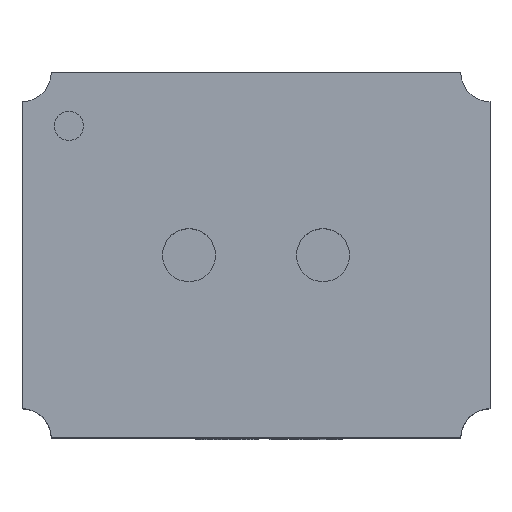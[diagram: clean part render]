
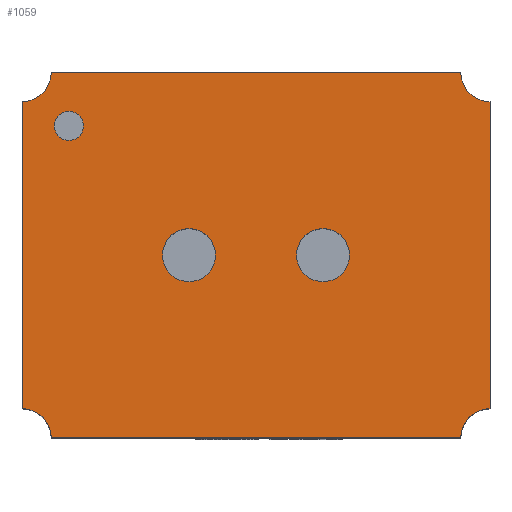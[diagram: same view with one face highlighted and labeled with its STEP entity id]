
A CAD part, top view. The second image highlights one B-rep face of the part: STEP entity #1059.
In plain terms, the highlighted planar face has unit normal (0, 0, 1).
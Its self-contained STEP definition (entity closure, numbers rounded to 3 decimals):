
#102 = EDGE_CURVE ( 'NONE', #8049, #11066, #1580, .T. ) ;
#363 = CARTESIAN_POINT ( 'NONE',  ( -1.6, 1.05, 1.1 ) ) ;
#444 = VECTOR ( 'NONE', #10922, 1000. ) ;
#509 = ORIENTED_EDGE ( 'NONE', *, *, #7119, .F. ) ;
#592 = VERTEX_POINT ( 'NONE', #6601 ) ;
#702 = FACE_OUTER_BOUND ( 'NONE', #10082, .T. ) ;
#719 = EDGE_CURVE ( 'NONE', #4002, #6283, #11998, .T. ) ;
#913 = VERTEX_POINT ( 'NONE', #12979 ) ;
#930 = ORIENTED_EDGE ( 'NONE', *, *, #9311, .F. ) ;
#948 = VECTOR ( 'NONE', #5559, 1000. ) ;
#1059 = ADVANCED_FACE ( 'NONE', ( #2929, #10273, #6130, #702 ), #13636, .T. ) ;
#1064 = VERTEX_POINT ( 'NONE', #13700 ) ;
#1145 = EDGE_LOOP ( 'NONE', ( #930, #509 ) ) ;
#1380 = CARTESIAN_POINT ( 'NONE',  ( -1.4, -1.25, 1.1 ) ) ;
#1413 = CARTESIAN_POINT ( 'NONE',  ( -1.4, -1.25, 1.1 ) ) ;
#1448 = LINE ( 'NONE', #7821, #948 ) ;
#1580 = CIRCLE ( 'NONE', #6020, 0.099 ) ;
#1644 = ORIENTED_EDGE ( 'NONE', *, *, #8888, .T. ) ;
#1899 = ORIENTED_EDGE ( 'NONE', *, *, #719, .T. ) ;
#2059 = EDGE_CURVE ( 'NONE', #2088, #1064, #2893, .T. ) ;
#2074 = CARTESIAN_POINT ( 'NONE',  ( -1.6, -1.05, 1.1 ) ) ;
#2088 = VERTEX_POINT ( 'NONE', #3179 ) ;
#2117 = AXIS2_PLACEMENT_3D ( 'NONE', #11800, #9472, #4206 ) ;
#2153 = CARTESIAN_POINT ( 'NONE',  ( 1.6, 1.25, 1.1 ) ) ;
#2384 = AXIS2_PLACEMENT_3D ( 'NONE', #3805, #13551, #11449 ) ;
#2541 = CARTESIAN_POINT ( 'NONE',  ( -0.639, 0., 1.1 ) ) ;
#2632 = DIRECTION ( 'NONE',  ( 0., 0., -1. ) ) ;
#2874 = VERTEX_POINT ( 'NONE', #363 ) ;
#2893 = CIRCLE ( 'NONE', #6235, 0.181 ) ;
#2929 = FACE_BOUND ( 'NONE', #7349, .T. ) ;
#3154 = DIRECTION ( 'NONE',  ( 0., 0., 1. ) ) ;
#3179 = CARTESIAN_POINT ( 'NONE',  ( 0.639, 0., 1.1 ) ) ;
#3277 = ORIENTED_EDGE ( 'NONE', *, *, #102, .F. ) ;
#3414 = CARTESIAN_POINT ( 'NONE',  ( -0.458, 0., 1.1 ) ) ;
#3448 = CARTESIAN_POINT ( 'NONE',  ( -1.6, -1.25, 1.1 ) ) ;
#3520 = DIRECTION ( 'NONE',  ( 1., 0., 0. ) ) ;
#3570 = CARTESIAN_POINT ( 'NONE',  ( 1.6, 1.25, 1.1 ) ) ;
#3795 = ORIENTED_EDGE ( 'NONE', *, *, #10596, .T. ) ;
#3805 = CARTESIAN_POINT ( 'NONE',  ( -1.279, 0.883, 1.1 ) ) ;
#3997 = DIRECTION ( 'NONE',  ( -1., 0., 0. ) ) ;
#4002 = VERTEX_POINT ( 'NONE', #2074 ) ;
#4206 = DIRECTION ( 'NONE',  ( 1., 0., 0. ) ) ;
#4251 = CARTESIAN_POINT ( 'NONE',  ( -1.279, 0.883, 1.1 ) ) ;
#4440 = CARTESIAN_POINT ( 'NONE',  ( -1.379, 0.883, 1.1 ) ) ;
#4508 = CARTESIAN_POINT ( 'NONE',  ( 1.4, 1.25, 1.1 ) ) ;
#4529 = VERTEX_POINT ( 'NONE', #2541 ) ;
#4714 = AXIS2_PLACEMENT_3D ( 'NONE', #2153, #7328, #7530 ) ;
#4724 = CARTESIAN_POINT ( 'NONE',  ( 1.6, -1.05, 1.1 ) ) ;
#4826 = VERTEX_POINT ( 'NONE', #5367 ) ;
#4840 = DIRECTION ( 'NONE',  ( 1., 0., 0. ) ) ;
#5146 = AXIS2_PLACEMENT_3D ( 'NONE', #9505, #6492, #10775 ) ;
#5192 = CARTESIAN_POINT ( 'NONE',  ( 0.458, 0., 1.1 ) ) ;
#5256 = AXIS2_PLACEMENT_3D ( 'NONE', #3448, #2632, #4840 ) ;
#5367 = CARTESIAN_POINT ( 'NONE',  ( -1.4, 1.25, 1.1 ) ) ;
#5559 = DIRECTION ( 'NONE',  ( 0., 1., 0. ) ) ;
#5788 = ORIENTED_EDGE ( 'NONE', *, *, #7993, .T. ) ;
#6020 = AXIS2_PLACEMENT_3D ( 'NONE', #4251, #3154, #11703 ) ;
#6130 = FACE_BOUND ( 'NONE', #1145, .T. ) ;
#6177 = CIRCLE ( 'NONE', #7300, 0.181 ) ;
#6235 = AXIS2_PLACEMENT_3D ( 'NONE', #9140, #9060, #13346 ) ;
#6254 = DIRECTION ( 'NONE',  ( 0., 0., -1. ) ) ;
#6283 = VERTEX_POINT ( 'NONE', #1413 ) ;
#6308 = CARTESIAN_POINT ( 'NONE',  ( 1.6, -1.25, 1.1 ) ) ;
#6492 = DIRECTION ( 'NONE',  ( 0., 0., -1. ) ) ;
#6601 = CARTESIAN_POINT ( 'NONE',  ( 1.4, -1.25, 1.1 ) ) ;
#6677 = LINE ( 'NONE', #1380, #12095 ) ;
#6782 = DIRECTION ( 'NONE',  ( 0., 0., 1. ) ) ;
#6889 = EDGE_CURVE ( 'NONE', #913, #7692, #8876, .T. ) ;
#7066 = CIRCLE ( 'NONE', #13331, 0.2 ) ;
#7119 = EDGE_CURVE ( 'NONE', #4529, #12746, #13146, .T. ) ;
#7300 = AXIS2_PLACEMENT_3D ( 'NONE', #5192, #6254, #3997 ) ;
#7328 = DIRECTION ( 'NONE',  ( 0., 0., 1. ) ) ;
#7349 = EDGE_LOOP ( 'NONE', ( #7776, #3277 ) ) ;
#7478 = EDGE_CURVE ( 'NONE', #6283, #592, #6677, .T. ) ;
#7530 = DIRECTION ( 'NONE',  ( 1., 0., 0. ) ) ;
#7692 = VERTEX_POINT ( 'NONE', #10376 ) ;
#7776 = ORIENTED_EDGE ( 'NONE', *, *, #11045, .F. ) ;
#7802 = DIRECTION ( 'NONE',  ( 1., 0., 0. ) ) ;
#7821 = CARTESIAN_POINT ( 'NONE',  ( 1.6, -1.05, 1.1 ) ) ;
#7914 = DIRECTION ( 'NONE',  ( 1., 0., 0. ) ) ;
#7980 = ORIENTED_EDGE ( 'NONE', *, *, #6889, .T. ) ;
#7993 = EDGE_CURVE ( 'NONE', #4826, #2874, #10755, .T. ) ;
#8049 = VERTEX_POINT ( 'NONE', #4440 ) ;
#8144 = CIRCLE ( 'NONE', #2117, 0.181 ) ;
#8320 = EDGE_CURVE ( 'NONE', #9719, #913, #1448, .T. ) ;
#8404 = CIRCLE ( 'NONE', #2384, 0.099 ) ;
#8677 = ORIENTED_EDGE ( 'NONE', *, *, #2059, .T. ) ;
#8756 = DIRECTION ( 'NONE',  ( 1., 0., 0. ) ) ;
#8815 = LINE ( 'NONE', #10650, #9555 ) ;
#8829 = DIRECTION ( 'NONE',  ( 0., 0., -1. ) ) ;
#8876 = CIRCLE ( 'NONE', #9765, 0.2 ) ;
#8888 = EDGE_CURVE ( 'NONE', #7692, #4826, #13158, .T. ) ;
#9060 = DIRECTION ( 'NONE',  ( 0., 0., -1. ) ) ;
#9140 = CARTESIAN_POINT ( 'NONE',  ( 0.458, 0., 1.1 ) ) ;
#9311 = EDGE_CURVE ( 'NONE', #12746, #4529, #8144, .T. ) ;
#9472 = DIRECTION ( 'NONE',  ( 0., 0., 1. ) ) ;
#9505 = CARTESIAN_POINT ( 'NONE',  ( -1.6, 1.25, 1.1 ) ) ;
#9555 = VECTOR ( 'NONE', #13104, 1000. ) ;
#9667 = ORIENTED_EDGE ( 'NONE', *, *, #11063, .T. ) ;
#9719 = VERTEX_POINT ( 'NONE', #4724 ) ;
#9765 = AXIS2_PLACEMENT_3D ( 'NONE', #3570, #8829, #7802 ) ;
#10082 = EDGE_LOOP ( 'NONE', ( #7980, #1644, #5788, #12589, #1899, #11279, #3795, #10999 ) ) ;
#10273 = FACE_BOUND ( 'NONE', #13517, .T. ) ;
#10376 = CARTESIAN_POINT ( 'NONE',  ( 1.4, 1.25, 1.1 ) ) ;
#10587 = DIRECTION ( 'NONE',  ( 0., 0., -1. ) ) ;
#10596 = EDGE_CURVE ( 'NONE', #592, #9719, #7066, .T. ) ;
#10650 = CARTESIAN_POINT ( 'NONE',  ( -1.6, 1.05, 1.1 ) ) ;
#10755 = CIRCLE ( 'NONE', #5146, 0.2 ) ;
#10775 = DIRECTION ( 'NONE',  ( 1., 0., 0. ) ) ;
#10922 = DIRECTION ( 'NONE',  ( -1., 0., 0. ) ) ;
#10999 = ORIENTED_EDGE ( 'NONE', *, *, #8320, .T. ) ;
#11045 = EDGE_CURVE ( 'NONE', #11066, #8049, #8404, .T. ) ;
#11063 = EDGE_CURVE ( 'NONE', #1064, #2088, #6177, .T. ) ;
#11066 = VERTEX_POINT ( 'NONE', #13621 ) ;
#11279 = ORIENTED_EDGE ( 'NONE', *, *, #7478, .T. ) ;
#11449 = DIRECTION ( 'NONE',  ( 1., 0., 0. ) ) ;
#11703 = DIRECTION ( 'NONE',  ( 1., 0., 0. ) ) ;
#11800 = CARTESIAN_POINT ( 'NONE',  ( -0.458, 0., 1.1 ) ) ;
#11998 = CIRCLE ( 'NONE', #5256, 0.2 ) ;
#12095 = VECTOR ( 'NONE', #3520, 1000. ) ;
#12589 = ORIENTED_EDGE ( 'NONE', *, *, #13184, .T. ) ;
#12702 = CARTESIAN_POINT ( 'NONE',  ( -0.277, 0., 1.1 ) ) ;
#12746 = VERTEX_POINT ( 'NONE', #12702 ) ;
#12979 = CARTESIAN_POINT ( 'NONE',  ( 1.6, 1.05, 1.1 ) ) ;
#13104 = DIRECTION ( 'NONE',  ( 0., -1., 0. ) ) ;
#13146 = CIRCLE ( 'NONE', #13811, 0.181 ) ;
#13158 = LINE ( 'NONE', #4508, #444 ) ;
#13184 = EDGE_CURVE ( 'NONE', #2874, #4002, #8815, .T. ) ;
#13331 = AXIS2_PLACEMENT_3D ( 'NONE', #6308, #10587, #8756 ) ;
#13346 = DIRECTION ( 'NONE',  ( -1., 0., 0. ) ) ;
#13517 = EDGE_LOOP ( 'NONE', ( #8677, #9667 ) ) ;
#13551 = DIRECTION ( 'NONE',  ( 0., 0., 1. ) ) ;
#13621 = CARTESIAN_POINT ( 'NONE',  ( -1.18, 0.883, 1.1 ) ) ;
#13636 = PLANE ( 'NONE',  #4714 ) ;
#13700 = CARTESIAN_POINT ( 'NONE',  ( 0.277, 0., 1.1 ) ) ;
#13811 = AXIS2_PLACEMENT_3D ( 'NONE', #3414, #6782, #7914 ) ;
